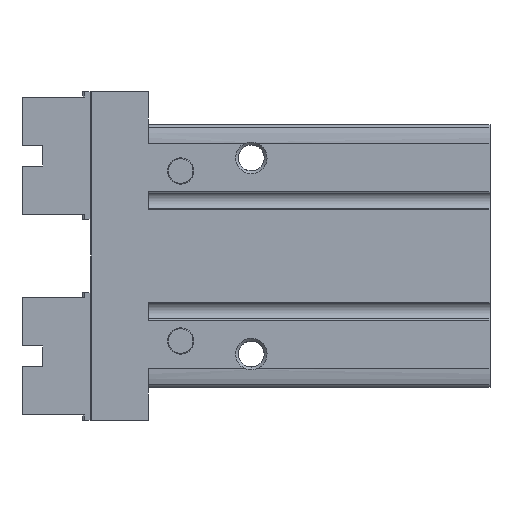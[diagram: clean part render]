
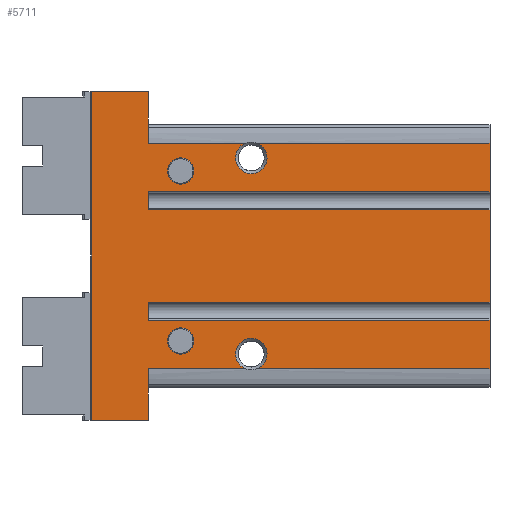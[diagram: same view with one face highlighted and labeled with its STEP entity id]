
A CAD part, left-side view. The second image highlights one B-rep face of the part: STEP entity #5711.
In plain terms, the highlighted face is planar.
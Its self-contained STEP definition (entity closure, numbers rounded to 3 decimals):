
#71=PLANE('',#6172);
#296=LINE('',#8674,#800);
#332=LINE('',#8828,#836);
#337=LINE('',#8852,#841);
#370=LINE('',#8993,#874);
#372=LINE('',#8998,#876);
#373=LINE('',#9006,#877);
#375=LINE('',#9011,#879);
#379=LINE('',#9025,#883);
#380=LINE('',#9027,#884);
#381=LINE('',#9029,#885);
#382=LINE('',#9030,#886);
#383=LINE('',#9032,#887);
#384=LINE('',#9034,#888);
#385=LINE('',#9036,#889);
#386=LINE('',#9038,#890);
#387=LINE('',#9040,#891);
#388=LINE('',#9042,#892);
#389=LINE('',#9044,#893);
#800=VECTOR('',#6802,1000.);
#836=VECTOR('',#6922,1000.);
#841=VECTOR('',#6941,1000.);
#874=VECTOR('',#7034,1000.);
#876=VECTOR('',#7038,1000.);
#877=VECTOR('',#7041,1000.);
#879=VECTOR('',#7045,1000.);
#883=VECTOR('',#7061,1000.);
#884=VECTOR('',#7062,1000.);
#885=VECTOR('',#7063,1000.);
#886=VECTOR('',#7064,1000.);
#887=VECTOR('',#7065,1000.);
#888=VECTOR('',#7066,1000.);
#889=VECTOR('',#7069,1000.);
#890=VECTOR('',#7070,1000.);
#891=VECTOR('',#7071,1000.);
#892=VECTOR('',#7072,1000.);
#893=VECTOR('',#7073,1000.);
#1537=ORIENTED_EDGE('',*,*,#2961,.F.);
#1538=ORIENTED_EDGE('',*,*,#2965,.F.);
#1539=ORIENTED_EDGE('',*,*,#3020,.T.);
#1540=ORIENTED_EDGE('',*,*,#3186,.F.);
#1541=ORIENTED_EDGE('',*,*,#3187,.T.);
#1542=ORIENTED_EDGE('',*,*,#3188,.T.);
#1543=ORIENTED_EDGE('',*,*,#3110,.T.);
#1544=ORIENTED_EDGE('',*,*,#3189,.F.);
#1545=ORIENTED_EDGE('',*,*,#3190,.T.);
#1546=ORIENTED_EDGE('',*,*,#3191,.T.);
#1547=ORIENTED_EDGE('',*,*,#3098,.T.);
#1548=ORIENTED_EDGE('',*,*,#3176,.F.);
#1549=ORIENTED_EDGE('',*,*,#3192,.F.);
#1550=ORIENTED_EDGE('',*,*,#3179,.F.);
#1551=ORIENTED_EDGE('',*,*,#3193,.F.);
#1552=ORIENTED_EDGE('',*,*,#3194,.F.);
#1553=ORIENTED_EDGE('',*,*,#3195,.T.);
#1554=ORIENTED_EDGE('',*,*,#3196,.T.);
#1555=ORIENTED_EDGE('',*,*,#3197,.F.);
#1556=ORIENTED_EDGE('',*,*,#3171,.T.);
#1557=ORIENTED_EDGE('',*,*,#3198,.F.);
#1558=ORIENTED_EDGE('',*,*,#3174,.T.);
#2961=EDGE_CURVE('',#3803,#3803,#4387,.T.);
#2965=EDGE_CURVE('',#3807,#3807,#4391,.T.);
#3020=EDGE_CURVE('',#3855,#3854,#296,.T.);
#3098=EDGE_CURVE('',#3931,#3930,#332,.T.);
#3110=EDGE_CURVE('',#3943,#3942,#337,.T.);
#3171=EDGE_CURVE('',#3993,#3991,#370,.T.);
#3174=EDGE_CURVE('',#3992,#3855,#372,.T.);
#3176=EDGE_CURVE('',#3995,#3930,#373,.T.);
#3179=EDGE_CURVE('',#3998,#3996,#375,.T.);
#3186=EDGE_CURVE('',#4003,#3854,#379,.T.);
#3187=EDGE_CURVE('',#4003,#4004,#380,.T.);
#3188=EDGE_CURVE('',#4004,#3943,#381,.T.);
#3189=EDGE_CURVE('',#4005,#3942,#382,.T.);
#3190=EDGE_CURVE('',#4005,#4006,#383,.T.);
#3191=EDGE_CURVE('',#4006,#3931,#384,.T.);
#3192=EDGE_CURVE('',#3996,#3995,#4480,.T.);
#3193=EDGE_CURVE('',#4007,#3998,#385,.T.);
#3194=EDGE_CURVE('',#4008,#4007,#386,.T.);
#3195=EDGE_CURVE('',#4008,#4009,#387,.T.);
#3196=EDGE_CURVE('',#4009,#4010,#388,.T.);
#3197=EDGE_CURVE('',#3993,#4010,#389,.T.);
#3198=EDGE_CURVE('',#3992,#3991,#4481,.F.);
#3803=VERTEX_POINT('',#8509);
#3807=VERTEX_POINT('',#8519);
#3854=VERTEX_POINT('',#8673);
#3855=VERTEX_POINT('',#8675);
#3930=VERTEX_POINT('',#8827);
#3931=VERTEX_POINT('',#8829);
#3942=VERTEX_POINT('',#8851);
#3943=VERTEX_POINT('',#8853);
#3991=VERTEX_POINT('',#8991);
#3992=VERTEX_POINT('',#8992);
#3993=VERTEX_POINT('',#8994);
#3995=VERTEX_POINT('',#9004);
#3996=VERTEX_POINT('',#9005);
#3998=VERTEX_POINT('',#9010);
#4003=VERTEX_POINT('',#9026);
#4004=VERTEX_POINT('',#9028);
#4005=VERTEX_POINT('',#9031);
#4006=VERTEX_POINT('',#9033);
#4007=VERTEX_POINT('',#9037);
#4008=VERTEX_POINT('',#9039);
#4009=VERTEX_POINT('',#9041);
#4010=VERTEX_POINT('',#9043);
#4387=CIRCLE('',#6052,2.5);
#4391=CIRCLE('',#6058,2.5);
#4480=CIRCLE('',#6173,3.);
#4481=CIRCLE('',#6174,3.);
#4736=EDGE_LOOP('',(#1537));
#4737=EDGE_LOOP('',(#1538));
#4738=EDGE_LOOP('',(#1539,#1540,#1541,#1542,#1543,#1544,#1545,#1546,#1547,
#1548,#1549,#1550,#1551,#1552,#1553,#1554,#1555,#1556,#1557,#1558));
#5160=FACE_BOUND('',#4736,.T.);
#5161=FACE_BOUND('',#4737,.T.);
#5162=FACE_BOUND('',#4738,.T.);
#5711=ADVANCED_FACE('',(#5160,#5161,#5162),#71,.F.);
#6052=AXIS2_PLACEMENT_3D('',#8508,#6707,#6708);
#6058=AXIS2_PLACEMENT_3D('',#8518,#6719,#6720);
#6172=AXIS2_PLACEMENT_3D('',#9024,#7059,#7060);
#6173=AXIS2_PLACEMENT_3D('',#9035,#7067,#7068);
#6174=AXIS2_PLACEMENT_3D('',#9045,#7074,#7075);
#6707=DIRECTION('',(0.,0.,1.));
#6708=DIRECTION('',(1.,0.,0.));
#6719=DIRECTION('',(0.,0.,1.));
#6720=DIRECTION('',(1.,0.,0.));
#6802=DIRECTION('',(1.,0.,0.));
#6922=DIRECTION('',(1.,0.,0.));
#6941=DIRECTION('',(1.,0.,0.));
#7034=DIRECTION('',(0.,-1.,0.));
#7038=DIRECTION('',(0.,-1.,0.));
#7041=DIRECTION('',(0.,-1.,0.));
#7045=DIRECTION('',(0.,-1.,0.));
#7059=DIRECTION('',(0.,0.,-1.));
#7060=DIRECTION('',(-1.,0.,0.));
#7061=DIRECTION('',(0.,-1.,0.));
#7062=DIRECTION('',(1.,0.,0.));
#7063=DIRECTION('',(0.,-1.,0.));
#7064=DIRECTION('',(0.,-1.,0.));
#7065=DIRECTION('',(1.,0.,0.));
#7066=DIRECTION('',(0.,-1.,0.));
#7067=DIRECTION('',(0.,0.,1.));
#7068=DIRECTION('',(1.,0.,0.));
#7069=DIRECTION('',(-1.,0.,0.));
#7070=DIRECTION('',(0.,-1.,0.));
#7071=DIRECTION('',(-1.,0.,0.));
#7072=DIRECTION('',(0.,-1.,0.));
#7073=DIRECTION('',(-1.,0.,0.));
#7074=DIRECTION('',(0.,0.,-1.));
#7075=DIRECTION('',(-1.,0.,0.));
#8508=CARTESIAN_POINT('',(-16.2,58.96,16.5));
#8509=CARTESIAN_POINT('',(-13.7,58.96,16.5));
#8518=CARTESIAN_POINT('',(16.2,58.96,16.5));
#8519=CARTESIAN_POINT('',(18.7,58.96,16.5));
#8673=CARTESIAN_POINT('',(-12.2,0.,16.5));
#8674=CARTESIAN_POINT('',(-21.5,0.,16.5));
#8675=CARTESIAN_POINT('',(-21.5,0.,16.5));
#8827=CARTESIAN_POINT('',(21.5,0.,16.5));
#8828=CARTESIAN_POINT('',(-21.5,0.,16.5));
#8829=CARTESIAN_POINT('',(12.2,0.,16.5));
#8851=CARTESIAN_POINT('',(8.8,0.,16.5));
#8852=CARTESIAN_POINT('',(-21.5,0.,16.5));
#8853=CARTESIAN_POINT('',(-8.8,0.,16.5));
#8991=CARTESIAN_POINT('',(-21.5,46.577,16.5));
#8992=CARTESIAN_POINT('',(-21.5,44.423,16.5));
#8993=CARTESIAN_POINT('',(-21.5,65.1,16.5));
#8994=CARTESIAN_POINT('',(-21.5,65.1,16.5));
#8998=CARTESIAN_POINT('',(-21.5,65.1,16.5));
#9004=CARTESIAN_POINT('',(21.5,44.423,16.5));
#9005=CARTESIAN_POINT('',(21.5,46.577,16.5));
#9006=CARTESIAN_POINT('',(21.5,65.1,16.5));
#9010=CARTESIAN_POINT('',(21.5,65.1,16.5));
#9011=CARTESIAN_POINT('',(21.5,65.1,16.5));
#9024=CARTESIAN_POINT('',(-21.5,65.1,16.5));
#9025=CARTESIAN_POINT('',(-12.2,65.1,16.5));
#9026=CARTESIAN_POINT('',(-12.2,65.1,16.5));
#9027=CARTESIAN_POINT('',(-12.2,65.1,16.5));
#9028=CARTESIAN_POINT('',(-8.8,65.1,16.5));
#9029=CARTESIAN_POINT('',(-8.8,65.1,16.5));
#9030=CARTESIAN_POINT('',(8.8,65.1,16.5));
#9031=CARTESIAN_POINT('',(8.8,65.1,16.5));
#9032=CARTESIAN_POINT('',(8.8,65.1,16.5));
#9033=CARTESIAN_POINT('',(12.2,65.1,16.5));
#9034=CARTESIAN_POINT('',(12.2,65.1,16.5));
#9035=CARTESIAN_POINT('',(18.7,45.5,16.5));
#9036=CARTESIAN_POINT('',(31.3,65.1,16.5));
#9037=CARTESIAN_POINT('',(31.3,65.1,16.5));
#9038=CARTESIAN_POINT('',(31.3,75.9,16.5));
#9039=CARTESIAN_POINT('',(31.3,75.9,16.5));
#9040=CARTESIAN_POINT('',(31.3,75.9,16.5));
#9041=CARTESIAN_POINT('',(-31.3,75.9,16.5));
#9042=CARTESIAN_POINT('',(-31.3,75.9,16.5));
#9043=CARTESIAN_POINT('',(-31.3,65.1,16.5));
#9044=CARTESIAN_POINT('',(31.3,65.1,16.5));
#9045=CARTESIAN_POINT('',(-18.7,45.5,16.5));
